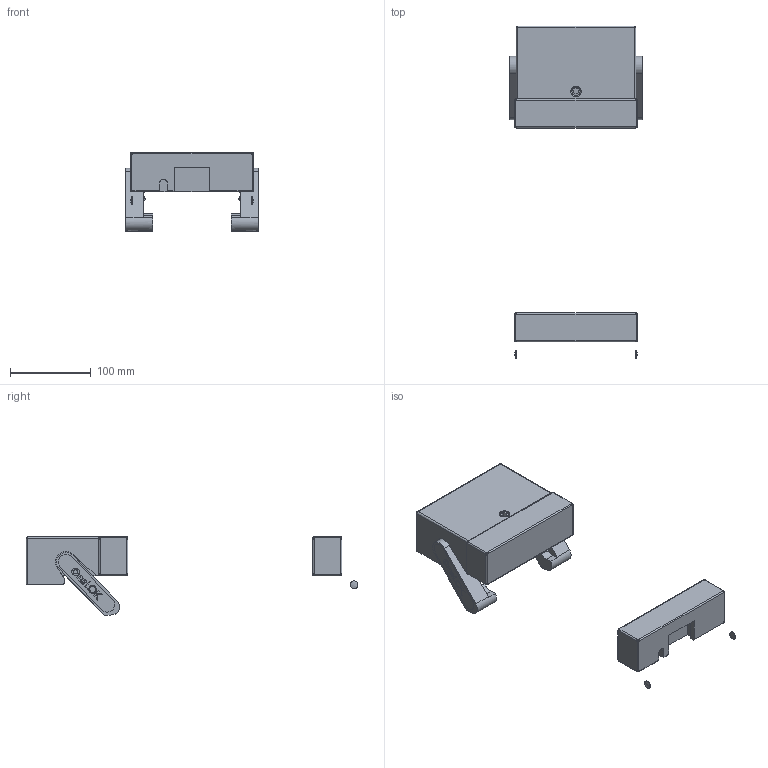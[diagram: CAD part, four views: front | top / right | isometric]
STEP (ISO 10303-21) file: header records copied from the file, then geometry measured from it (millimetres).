
FILE_DESCRIPTION(/* description */ ('Unknown'),/* implementation_level */ '2;1');
FILE_NAME(/* name */ '5OL1550',/* time_stamp */ '2019-08-22T15:19:37+01:00',/* author */ ('Unknown'),/* organization */ ('Unknown'),/* preprocessor_version */ 'ST-DEVELOPER v16.7',/* originating_system */ 'DEX',/* authorisation */ $);
FILE_SCHEMA (('AUTOMOTIVE_DESIGN {1 0 10303 214 3 1 1}'));
Length unit declared in the file: millimetre
Products named in the file (1): 5OL1550-MCM
Bounding box: 164 x 410.27 x 97.46 mm (x, y, z)
Volume: 1235039.5 mm3; surface area: 135324.7 mm2
Topology: 5 solids, 5 shells, 420 faces, 1094 edges, 711 vertices
Faces by surface type: plane 212, cylinder 101, bspline 96, cone 5, sphere 4, torus 2
Full cylindrical faces by diameter (mm): 8.376 x2, 9.4 x1, 9.53 x2
Entity records: 18059 total; most frequent: CARTESIAN_POINT 6434, ORIENTED_EDGE 2166, DIRECTION 1775, EDGE_CURVE 1083, VERTEX_POINT 709, LINE 617, VECTOR 617, AXIS2_PLACEMENT_3D 579
